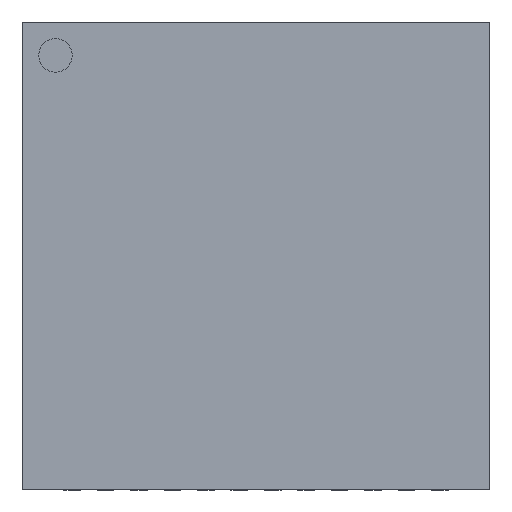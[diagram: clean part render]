
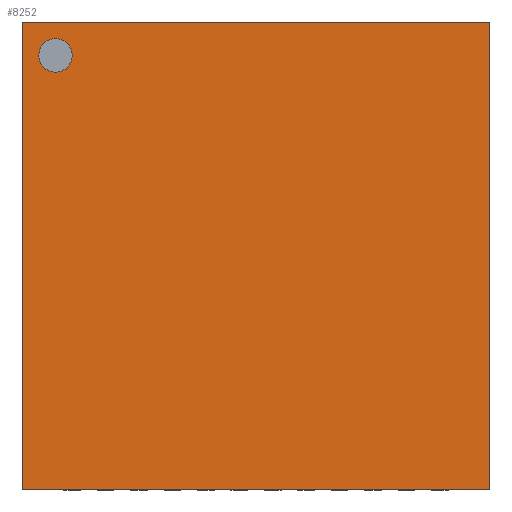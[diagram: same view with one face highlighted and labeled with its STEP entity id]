
A CAD part, top view. The second image highlights one B-rep face of the part: STEP entity #8252.
In plain terms, the highlighted planar face has unit normal (0, 0, 1).
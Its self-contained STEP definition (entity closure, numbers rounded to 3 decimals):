
#552=LINE($,#12893,#1536);
#553=LINE($,#12895,#1537);
#554=LINE($,#12897,#1538);
#555=LINE($,#12898,#1539);
#1536=VECTOR($,#10424,7.);
#1537=VECTOR($,#10425,7.);
#1538=VECTOR($,#10426,7.);
#1539=VECTOR($,#10427,7.);
#2182=PLANE($,#8950);
#2436=FACE_BOUND($,#3132,.T.);
#2633=FACE_OUTER_BOUND($,#3131,.T.);
#3131=EDGE_LOOP($,(#6566,#6567,#6568,#6569));
#3132=EDGE_LOOP($,(#6570));
#3436=CIRCLE($,#8659,0.25);
#3632=VERTEX_POINT($,#11726);
#4021=VERTEX_POINT($,#12891);
#4022=VERTEX_POINT($,#12892);
#4023=VERTEX_POINT($,#12894);
#4024=VERTEX_POINT($,#12896);
#4420=EDGE_CURVE($,#3632,#3632,#3436,.T.);
#5001=EDGE_CURVE($,#4021,#4022,#552,.T.);
#5002=EDGE_CURVE($,#4022,#4023,#553,.T.);
#5003=EDGE_CURVE($,#4023,#4024,#554,.T.);
#5004=EDGE_CURVE($,#4024,#4021,#555,.T.);
#6566=ORIENTED_EDGE($,*,*,#5001,.T.);
#6567=ORIENTED_EDGE($,*,*,#5002,.T.);
#6568=ORIENTED_EDGE($,*,*,#5003,.T.);
#6569=ORIENTED_EDGE($,*,*,#5004,.T.);
#6570=ORIENTED_EDGE($,*,*,#4420,.T.);
#8252=ADVANCED_FACE($,(#2633,#2436),#2182,.T.);
#8659=AXIS2_PLACEMENT_3D($,#11727,#9356,#9357);
#8950=AXIS2_PLACEMENT_3D($,#12890,#10422,#10423);
#9356=DIRECTION('center_axis',(0.,0.,-1.));
#9357=DIRECTION('ref_axis',(1.,0.,0.));
#10422=DIRECTION('center_axis',(0.,0.,1.));
#10423=DIRECTION('ref_axis',(0.,-1.,0.));
#10424=DIRECTION($,(1.,0.,0.));
#10425=DIRECTION($,(0.,1.,0.));
#10426=DIRECTION($,(-1.,0.,0.));
#10427=DIRECTION($,(0.,-1.,0.));
#11726=CARTESIAN_POINT('',(-2.75,3.,0.8));
#11727=CARTESIAN_POINT('Origin',(-3.,3.,0.8));
#12890=CARTESIAN_POINT('Origin',(0.,0.,0.8));
#12891=CARTESIAN_POINT('',(-3.5,-3.5,0.8));
#12892=CARTESIAN_POINT('',(3.5,-3.5,0.8));
#12893=CARTESIAN_POINT($,(0.,-3.5,0.8));
#12894=CARTESIAN_POINT('',(3.5,3.5,0.8));
#12895=CARTESIAN_POINT($,(3.5,0.,0.8));
#12896=CARTESIAN_POINT('',(-3.5,3.5,0.8));
#12897=CARTESIAN_POINT($,(0.,3.5,0.8));
#12898=CARTESIAN_POINT($,(-3.5,0.,0.8));
